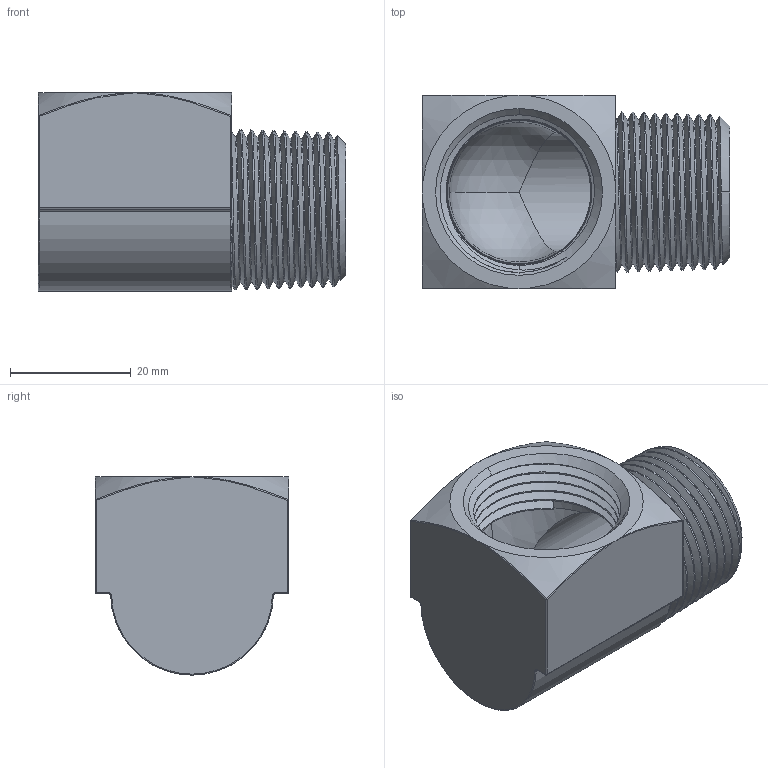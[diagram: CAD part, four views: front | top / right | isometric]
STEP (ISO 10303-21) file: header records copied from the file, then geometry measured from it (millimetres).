
FILE_DESCRIPTION(/* description */ (''),/* implementation_level */ '2;1');
FILE_NAME(/* name */ '116-N5.stp',/* time_stamp */ '2024-01-23T10:05:48-05:00',/* author */ ('esanner'),/* organization */ (''),/* preprocessor_version */ 'ST-DEVELOPER v19',/* originating_system */ 'AutoCAD Mechanical',/* authorisation */ '');
FILE_SCHEMA (('AUTOMOTIVE_DESIGN { 1 0 10303 214 3 1 1 }'));
Length unit declared in the file: millimetre
Products named in the file (2): Product; 116-N5
Assembly tree (1 placements, depth 2):
  Product
    116-N5
Bounding box: 50.83 x 32 x 32.77 mm (x, y, z)
Volume: 18018.2 mm3; surface area: 11008.9 mm2
Topology: 1 solids, 1 shells, 105 faces, 277 edges, 163 vertices
Faces by surface type: cone 44, bspline 26, cylinder 14, plane 9, sphere 6, torus 6
Full cylindrical faces by diameter (mm): 19.633 x1
Entity records: 13155 total; most frequent: CARTESIAN_POINT 10863, ORIENTED_EDGE 532, DIRECTION 390, EDGE_CURVE 266, VERTEX_POINT 164, AXIS2_PLACEMENT_3D 161, B_SPLINE_CURVE_WITH_KNOTS 119, EDGE_LOOP 108
